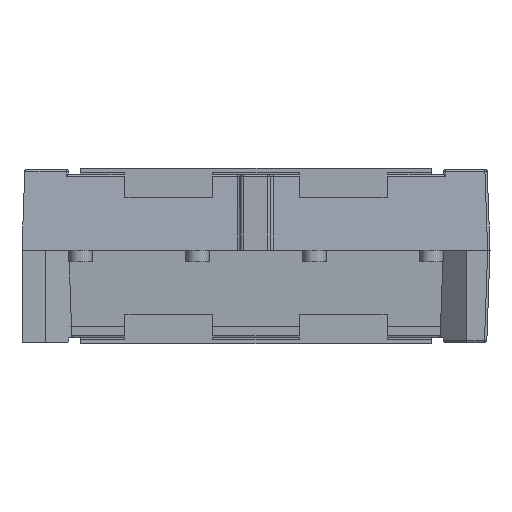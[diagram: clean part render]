
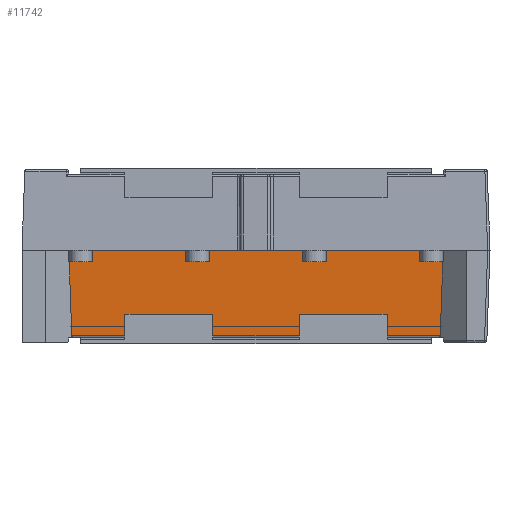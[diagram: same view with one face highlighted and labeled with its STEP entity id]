
A CAD part, front view. The second image highlights one B-rep face of the part: STEP entity #11742.
In plain terms, the highlighted planar face has unit normal (0, -0.999, -0.035).
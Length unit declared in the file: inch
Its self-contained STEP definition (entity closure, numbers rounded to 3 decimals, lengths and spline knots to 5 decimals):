
#8927=CARTESIAN_POINT('',(0.15965,-0.1526,0.0));
#8928=VERTEX_POINT('',#8927);
#8935=CARTESIAN_POINT('',(0.15745,-0.1504,-0.06307));
#8936=VERTEX_POINT('',#8935);
#8937=CARTESIAN_POINT('',(0.15965,-0.1526,0.));
#8938=DIRECTION('',(-0.035,0.035,-0.999));
#8939=VECTOR('',#8938,0.06315);
#8940=LINE('',#8937,#8939);
#8941=EDGE_CURVE('',#8936,#8928,#8940,.F.);
#9109=CARTESIAN_POINT('',(-0.15745,-0.1504,-0.06307));
#9110=VERTEX_POINT('',#9109);
#9127=CARTESIAN_POINT('',(0.15745,-0.1504,-0.06307));
#9128=DIRECTION('',(-1.0,0.0,0.0));
#9129=VECTOR('',#9128,0.3149);
#9130=LINE('',#9127,#9129);
#9131=EDGE_CURVE('',#8936,#9110,#9130,.T.);
#10591=CARTESIAN_POINT('',(-0.01563,-0.15295,0.01));
#10592=VERTEX_POINT('',#10591);
#10884=CARTESIAN_POINT('',(0.01463,-0.15295,0.01));
#10885=VERTEX_POINT('',#10884);
#11125=CARTESIAN_POINT('',(0.04,-0.15295,0.01));
#11126=VERTEX_POINT('',#11125);
#11127=CARTESIAN_POINT('',(0.04,-0.15295,0.01));
#11128=DIRECTION('',(-1.0,0.0,0.0));
#11129=VECTOR('',#11128,0.02537);
#11130=LINE('',#11127,#11129);
#11131=EDGE_CURVE('',#11126,#10885,#11130,.T.);
#11133=CARTESIAN_POINT('',(0.06,-0.15295,0.01));
#11134=VERTEX_POINT('',#11133);
#11141=CARTESIAN_POINT('',(0.14,-0.15295,0.01));
#11142=VERTEX_POINT('',#11141);
#11143=CARTESIAN_POINT('',(0.14,-0.15295,0.01));
#11144=DIRECTION('',(-1.0,0.0,0.0));
#11145=VECTOR('',#11144,0.08);
#11146=LINE('',#11143,#11145);
#11147=EDGE_CURVE('',#11142,#11134,#11146,.T.);
#11262=CARTESIAN_POINT('',(-0.14,-0.15295,0.01));
#11263=VERTEX_POINT('',#11262);
#11270=CARTESIAN_POINT('',(-0.06,-0.15295,0.01));
#11271=VERTEX_POINT('',#11270);
#11272=CARTESIAN_POINT('',(-0.06,-0.15295,0.01));
#11273=DIRECTION('',(-1.0,0.0,0.0));
#11274=VECTOR('',#11273,0.08);
#11275=LINE('',#11272,#11274);
#11276=EDGE_CURVE('',#11271,#11263,#11275,.T.);
#11278=CARTESIAN_POINT('',(-0.04,-0.15295,0.01));
#11279=VERTEX_POINT('',#11278);
#11286=CARTESIAN_POINT('',(-0.01563,-0.15295,0.01));
#11287=DIRECTION('',(-1.0,0.0,0.0));
#11288=VECTOR('',#11287,0.02437);
#11289=LINE('',#11286,#11288);
#11290=EDGE_CURVE('',#10592,#11279,#11289,.T.);
#11427=CARTESIAN_POINT('',(0.01463,-0.15295,0.01));
#11428=DIRECTION('',(-1.0,0.0,0.0));
#11429=VECTOR('',#11428,0.03026);
#11430=LINE('',#11427,#11429);
#11431=EDGE_CURVE('',#10885,#10592,#11430,.T.);
#11555=CARTESIAN_POINT('',(-0.15965,-0.1526,0.0));
#11556=VERTEX_POINT('',#11555);
#11557=CARTESIAN_POINT('',(-0.15745,-0.1504,-0.06307));
#11558=DIRECTION('',(-0.035,-0.035,0.999));
#11559=VECTOR('',#11558,0.06315);
#11560=LINE('',#11557,#11559);
#11561=EDGE_CURVE('',#11556,#9110,#11560,.F.);
#11655=CARTESIAN_POINT('',(0.2,-0.15278,0.005));
#11656=DIRECTION('',(0.,-0.999,-0.035));
#11657=DIRECTION('',(0.,0.035,-0.999));
#11658=AXIS2_PLACEMENT_3D('',#11655,#11656,#11657);
#11659=PLANE('',#11658);
#11660=CARTESIAN_POINT('',(0.04,-0.1526,0.0));
#11661=VERTEX_POINT('',#11660);
#11662=CARTESIAN_POINT('',(0.04,-0.15295,0.01));
#11663=DIRECTION('',(0.0,0.035,-0.999));
#11664=VECTOR('',#11663,0.01001);
#11665=LINE('',#11662,#11664);
#11666=EDGE_CURVE('',#11126,#11661,#11665,.T.);
#11667=ORIENTED_EDGE('',*,*,#11666,.F.);
#11668=ORIENTED_EDGE('',*,*,#11131,.T.);
#11669=ORIENTED_EDGE('',*,*,#11431,.T.);
#11670=ORIENTED_EDGE('',*,*,#11290,.T.);
#11671=CARTESIAN_POINT('',(-0.04,-0.1526,0.0));
#11672=VERTEX_POINT('',#11671);
#11673=CARTESIAN_POINT('',(-0.04,-0.1526,0.));
#11674=DIRECTION('',(0.0,-0.035,0.999));
#11675=VECTOR('',#11674,0.01001);
#11676=LINE('',#11673,#11675);
#11677=EDGE_CURVE('',#11672,#11279,#11676,.T.);
#11678=ORIENTED_EDGE('',*,*,#11677,.F.);
#11679=CARTESIAN_POINT('',(-0.06,-0.1526,0.0));
#11680=VERTEX_POINT('',#11679);
#11681=CARTESIAN_POINT('',(-0.06,-0.1526,0.0));
#11682=DIRECTION('',(1.0,0.0,0.0));
#11683=VECTOR('',#11682,0.02);
#11684=LINE('',#11681,#11683);
#11685=EDGE_CURVE('',#11680,#11672,#11684,.T.);
#11686=ORIENTED_EDGE('',*,*,#11685,.F.);
#11687=CARTESIAN_POINT('',(-0.06,-0.15295,0.01));
#11688=DIRECTION('',(0.0,0.035,-0.999));
#11689=VECTOR('',#11688,0.01001);
#11690=LINE('',#11687,#11689);
#11691=EDGE_CURVE('',#11271,#11680,#11690,.T.);
#11692=ORIENTED_EDGE('',*,*,#11691,.F.);
#11693=ORIENTED_EDGE('',*,*,#11276,.T.);
#11694=CARTESIAN_POINT('',(-0.14,-0.1526,0.0));
#11695=VERTEX_POINT('',#11694);
#11696=CARTESIAN_POINT('',(-0.14,-0.1526,0.));
#11697=DIRECTION('',(0.0,-0.035,0.999));
#11698=VECTOR('',#11697,0.01001);
#11699=LINE('',#11696,#11698);
#11700=EDGE_CURVE('',#11695,#11263,#11699,.T.);
#11701=ORIENTED_EDGE('',*,*,#11700,.F.);
#11702=CARTESIAN_POINT('',(-0.15965,-0.1526,0.0));
#11703=DIRECTION('',(1.0,0.0,0.0));
#11704=VECTOR('',#11703,0.01965);
#11705=LINE('',#11702,#11704);
#11706=EDGE_CURVE('',#11556,#11695,#11705,.T.);
#11707=ORIENTED_EDGE('',*,*,#11706,.F.);
#11708=ORIENTED_EDGE('',*,*,#11561,.T.);
#11709=ORIENTED_EDGE('',*,*,#9131,.F.);
#11710=ORIENTED_EDGE('',*,*,#8941,.T.);
#11711=CARTESIAN_POINT('',(0.14,-0.1526,0.0));
#11712=VERTEX_POINT('',#11711);
#11713=CARTESIAN_POINT('',(0.14,-0.1526,0.0));
#11714=DIRECTION('',(1.0,0.0,0.0));
#11715=VECTOR('',#11714,0.01965);
#11716=LINE('',#11713,#11715);
#11717=EDGE_CURVE('',#11712,#8928,#11716,.T.);
#11718=ORIENTED_EDGE('',*,*,#11717,.F.);
#11719=CARTESIAN_POINT('',(0.14,-0.15295,0.01));
#11720=DIRECTION('',(0.0,0.035,-0.999));
#11721=VECTOR('',#11720,0.01001);
#11722=LINE('',#11719,#11721);
#11723=EDGE_CURVE('',#11142,#11712,#11722,.T.);
#11724=ORIENTED_EDGE('',*,*,#11723,.F.);
#11725=ORIENTED_EDGE('',*,*,#11147,.T.);
#11726=CARTESIAN_POINT('',(0.06,-0.1526,0.0));
#11727=VERTEX_POINT('',#11726);
#11728=CARTESIAN_POINT('',(0.06,-0.1526,0.));
#11729=DIRECTION('',(0.0,-0.035,0.999));
#11730=VECTOR('',#11729,0.01001);
#11731=LINE('',#11728,#11730);
#11732=EDGE_CURVE('',#11727,#11134,#11731,.T.);
#11733=ORIENTED_EDGE('',*,*,#11732,.F.);
#11734=CARTESIAN_POINT('',(0.04,-0.1526,0.0));
#11735=DIRECTION('',(1.0,0.0,0.0));
#11736=VECTOR('',#11735,0.02);
#11737=LINE('',#11734,#11736);
#11738=EDGE_CURVE('',#11661,#11727,#11737,.T.);
#11739=ORIENTED_EDGE('',*,*,#11738,.F.);
#11740=EDGE_LOOP('',(#11667,#11668,#11669,#11670,#11678,#11686,#11692,#11693,#11701,#11707,#11708,#11709,#11710,#11718,#11724,#11725,#11733,#11739));
#11741=FACE_OUTER_BOUND('',#11740,.T.);
#11742=ADVANCED_FACE('',(#11741),#11659,.T.);
